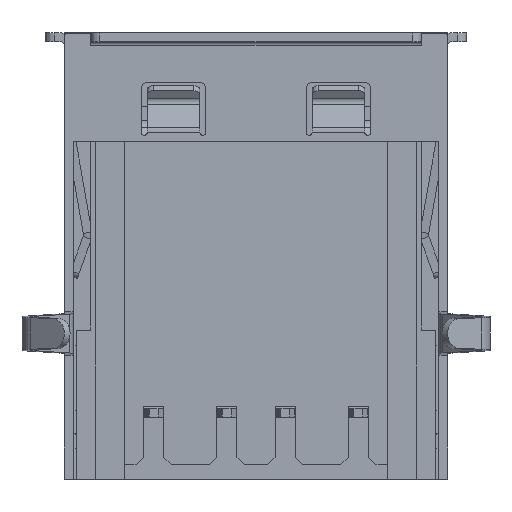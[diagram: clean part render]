
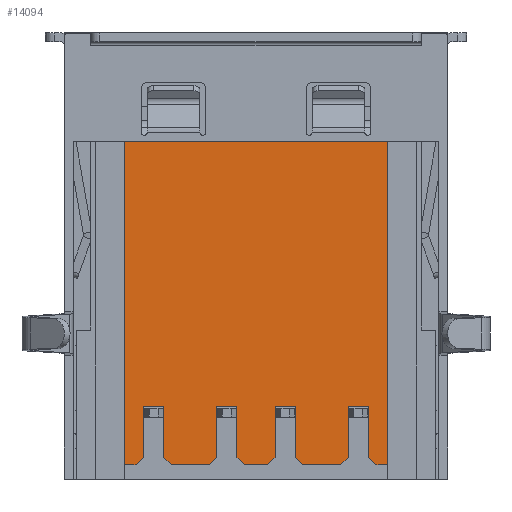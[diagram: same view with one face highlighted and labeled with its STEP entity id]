
A CAD part, front view. The second image highlights one B-rep face of the part: STEP entity #14094.
In plain terms, the highlighted planar face has unit normal (0, -1, 0).
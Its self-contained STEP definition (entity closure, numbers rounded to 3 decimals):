
#3290=DIRECTION('',(1.,0.,0.));
#3291=VECTOR('',#3290,9.);
#3292=CARTESIAN_POINT('',(-4.5,0.4,11.54));
#3293=LINE('',#3292,#3291);
#4474=DIRECTION('',(0.707,0.,-0.707));
#4475=VECTOR('',#4474,0.354);
#4476=CARTESIAN_POINT('',(3.85,0.4,0.75));
#4477=LINE('',#4476,#4475);
#4478=DIRECTION('',(0.,0.,1.));
#4479=VECTOR('',#4478,1.75);
#4480=CARTESIAN_POINT('',(3.85,0.4,0.75));
#4481=LINE('',#4480,#4479);
#4482=DIRECTION('',(-1.,0.,0.));
#4483=VECTOR('',#4482,0.7);
#4484=CARTESIAN_POINT('',(3.85,0.4,2.5));
#4485=LINE('',#4484,#4483);
#4486=DIRECTION('',(0.,0.,-1.));
#4487=VECTOR('',#4486,1.75);
#4488=CARTESIAN_POINT('',(3.15,0.4,2.5));
#4489=LINE('',#4488,#4487);
#4490=DIRECTION('',(0.707,0.,0.707));
#4491=VECTOR('',#4490,0.354);
#4492=CARTESIAN_POINT('',(2.9,0.4,0.5));
#4493=LINE('',#4492,#4491);
#4494=DIRECTION('',(-1.,0.,0.));
#4495=VECTOR('',#4494,1.3);
#4496=CARTESIAN_POINT('',(2.9,0.4,0.5));
#4497=LINE('',#4496,#4495);
#4498=DIRECTION('',(0.707,0.,-0.707));
#4499=VECTOR('',#4498,0.354);
#4500=CARTESIAN_POINT('',(1.35,0.4,0.75));
#4501=LINE('',#4500,#4499);
#4502=DIRECTION('',(0.,0.,1.));
#4503=VECTOR('',#4502,1.75);
#4504=CARTESIAN_POINT('',(1.35,0.4,0.75));
#4505=LINE('',#4504,#4503);
#4506=DIRECTION('',(-1.,0.,0.));
#4507=VECTOR('',#4506,0.7);
#4508=CARTESIAN_POINT('',(1.35,0.4,2.5));
#4509=LINE('',#4508,#4507);
#4510=DIRECTION('',(0.,0.,-1.));
#4511=VECTOR('',#4510,1.75);
#4512=CARTESIAN_POINT('',(0.65,0.4,2.5));
#4513=LINE('',#4512,#4511);
#4514=DIRECTION('',(0.707,0.,0.707));
#4515=VECTOR('',#4514,0.354);
#4516=CARTESIAN_POINT('',(0.4,0.4,0.5));
#4517=LINE('',#4516,#4515);
#4518=DIRECTION('',(-1.,0.,0.));
#4519=VECTOR('',#4518,0.8);
#4520=CARTESIAN_POINT('',(0.4,0.4,0.5));
#4521=LINE('',#4520,#4519);
#4522=DIRECTION('',(0.707,0.,-0.707));
#4523=VECTOR('',#4522,0.354);
#4524=CARTESIAN_POINT('',(-0.65,0.4,0.75));
#4525=LINE('',#4524,#4523);
#4526=DIRECTION('',(0.,0.,1.));
#4527=VECTOR('',#4526,1.75);
#4528=CARTESIAN_POINT('',(-0.65,0.4,0.75));
#4529=LINE('',#4528,#4527);
#4530=DIRECTION('',(-1.,0.,0.));
#4531=VECTOR('',#4530,0.7);
#4532=CARTESIAN_POINT('',(-0.65,0.4,2.5));
#4533=LINE('',#4532,#4531);
#4534=DIRECTION('',(0.,0.,-1.));
#4535=VECTOR('',#4534,1.75);
#4536=CARTESIAN_POINT('',(-1.35,0.4,2.5));
#4537=LINE('',#4536,#4535);
#4538=DIRECTION('',(0.707,0.,0.707));
#4539=VECTOR('',#4538,0.354);
#4540=CARTESIAN_POINT('',(-1.6,0.4,0.5));
#4541=LINE('',#4540,#4539);
#4542=DIRECTION('',(-1.,0.,0.));
#4543=VECTOR('',#4542,1.3);
#4544=CARTESIAN_POINT('',(-1.6,0.4,0.5));
#4545=LINE('',#4544,#4543);
#4546=DIRECTION('',(0.707,0.,-0.707));
#4547=VECTOR('',#4546,0.354);
#4548=CARTESIAN_POINT('',(-3.15,0.4,0.75));
#4549=LINE('',#4548,#4547);
#4550=DIRECTION('',(0.,0.,1.));
#4551=VECTOR('',#4550,1.75);
#4552=CARTESIAN_POINT('',(-3.15,0.4,0.75));
#4553=LINE('',#4552,#4551);
#4554=DIRECTION('',(-1.,0.,0.));
#4555=VECTOR('',#4554,0.7);
#4556=CARTESIAN_POINT('',(-3.15,0.4,2.5));
#4557=LINE('',#4556,#4555);
#4558=DIRECTION('',(0.,0.,-1.));
#4559=VECTOR('',#4558,1.75);
#4560=CARTESIAN_POINT('',(-3.85,0.4,2.5));
#4561=LINE('',#4560,#4559);
#4562=DIRECTION('',(0.707,0.,0.707));
#4563=VECTOR('',#4562,0.354);
#4564=CARTESIAN_POINT('',(-4.1,0.4,0.5));
#4565=LINE('',#4564,#4563);
#4566=DIRECTION('',(1.,0.,0.));
#4567=VECTOR('',#4566,0.4);
#4568=CARTESIAN_POINT('',(-4.5,0.4,0.5));
#4569=LINE('',#4568,#4567);
#4570=DIRECTION('',(0.,0.,1.));
#4571=VECTOR('',#4570,11.04);
#4572=CARTESIAN_POINT('',(-4.5,0.4,0.5));
#4573=LINE('',#4572,#4571);
#4574=DIRECTION('',(-1.,0.,0.));
#4575=VECTOR('',#4574,0.4);
#4576=CARTESIAN_POINT('',(4.5,0.4,0.5));
#4577=LINE('',#4576,#4575);
#4598=DIRECTION('',(0.,0.,1.));
#4599=VECTOR('',#4598,11.04);
#4600=CARTESIAN_POINT('',(4.5,0.4,0.5));
#4601=LINE('',#4600,#4599);
#6310=CARTESIAN_POINT('',(-4.5,0.4,11.54));
#6311=VERTEX_POINT('',#6310);
#6312=CARTESIAN_POINT('',(4.5,0.4,11.54));
#6313=VERTEX_POINT('',#6312);
#7352=CARTESIAN_POINT('',(1.35,0.4,2.5));
#7353=CARTESIAN_POINT('',(0.65,0.4,2.5));
#7354=VERTEX_POINT('',#7352);
#7355=VERTEX_POINT('',#7353);
#7356=CARTESIAN_POINT('',(-0.65,0.4,2.5));
#7357=CARTESIAN_POINT('',(-1.35,0.4,2.5));
#7358=VERTEX_POINT('',#7356);
#7359=VERTEX_POINT('',#7357);
#7360=CARTESIAN_POINT('',(-3.15,0.4,2.5));
#7361=CARTESIAN_POINT('',(-3.85,0.4,2.5));
#7362=VERTEX_POINT('',#7360);
#7363=VERTEX_POINT('',#7361);
#7364=CARTESIAN_POINT('',(3.85,0.4,2.5));
#7365=CARTESIAN_POINT('',(3.15,0.4,2.5));
#7366=VERTEX_POINT('',#7364);
#7367=VERTEX_POINT('',#7365);
#7368=CARTESIAN_POINT('',(-4.5,0.4,0.5));
#7369=VERTEX_POINT('',#7368);
#7370=CARTESIAN_POINT('',(4.5,0.4,0.5));
#7371=VERTEX_POINT('',#7370);
#7532=CARTESIAN_POINT('',(3.85,0.4,0.75));
#7533=CARTESIAN_POINT('',(4.1,0.4,0.5));
#7534=VERTEX_POINT('',#7532);
#7535=VERTEX_POINT('',#7533);
#7540=CARTESIAN_POINT('',(2.9,0.4,0.5));
#7541=CARTESIAN_POINT('',(3.15,0.4,0.75));
#7542=VERTEX_POINT('',#7540);
#7543=VERTEX_POINT('',#7541);
#7548=CARTESIAN_POINT('',(1.35,0.4,0.75));
#7549=CARTESIAN_POINT('',(1.6,0.4,0.5));
#7550=VERTEX_POINT('',#7548);
#7551=VERTEX_POINT('',#7549);
#7556=CARTESIAN_POINT('',(0.4,0.4,0.5));
#7557=CARTESIAN_POINT('',(0.65,0.4,0.75));
#7558=VERTEX_POINT('',#7556);
#7559=VERTEX_POINT('',#7557);
#7564=CARTESIAN_POINT('',(-0.65,0.4,0.75));
#7565=CARTESIAN_POINT('',(-0.4,0.4,0.5));
#7566=VERTEX_POINT('',#7564);
#7567=VERTEX_POINT('',#7565);
#7572=CARTESIAN_POINT('',(-1.6,0.4,0.5));
#7573=CARTESIAN_POINT('',(-1.35,0.4,0.75));
#7574=VERTEX_POINT('',#7572);
#7575=VERTEX_POINT('',#7573);
#7580=CARTESIAN_POINT('',(-3.15,0.4,0.75));
#7581=CARTESIAN_POINT('',(-2.9,0.4,0.5));
#7582=VERTEX_POINT('',#7580);
#7583=VERTEX_POINT('',#7581);
#7588=CARTESIAN_POINT('',(-4.1,0.4,0.5));
#7589=CARTESIAN_POINT('',(-3.85,0.4,0.75));
#7590=VERTEX_POINT('',#7588);
#7591=VERTEX_POINT('',#7589);
#14035=CARTESIAN_POINT('',(-4.5,0.4,0.));
#14036=DIRECTION('',(0.,-1.,0.));
#14037=DIRECTION('',(1.,0.,0.));
#14038=AXIS2_PLACEMENT_3D('',#14035,#14036,#14037);
#14039=PLANE('',#14038);
#14041=ORIENTED_EDGE('',*,*,#14040,.F.);
#14043=ORIENTED_EDGE('',*,*,#14042,.T.);
#14045=ORIENTED_EDGE('',*,*,#14044,.T.);
#14046=ORIENTED_EDGE('',*,*,#14014,.T.);
#14047=ORIENTED_EDGE('',*,*,#14026,.F.);
#14049=ORIENTED_EDGE('',*,*,#14048,.T.);
#14051=ORIENTED_EDGE('',*,*,#14050,.F.);
#14053=ORIENTED_EDGE('',*,*,#14052,.T.);
#14055=ORIENTED_EDGE('',*,*,#14054,.T.);
#14057=ORIENTED_EDGE('',*,*,#14056,.T.);
#14059=ORIENTED_EDGE('',*,*,#14058,.F.);
#14061=ORIENTED_EDGE('',*,*,#14060,.T.);
#14063=ORIENTED_EDGE('',*,*,#14062,.F.);
#14065=ORIENTED_EDGE('',*,*,#14064,.T.);
#14067=ORIENTED_EDGE('',*,*,#14066,.T.);
#14069=ORIENTED_EDGE('',*,*,#14068,.T.);
#14071=ORIENTED_EDGE('',*,*,#14070,.F.);
#14073=ORIENTED_EDGE('',*,*,#14072,.T.);
#14075=ORIENTED_EDGE('',*,*,#14074,.F.);
#14077=ORIENTED_EDGE('',*,*,#14076,.T.);
#14079=ORIENTED_EDGE('',*,*,#14078,.T.);
#14081=ORIENTED_EDGE('',*,*,#14080,.T.);
#14083=ORIENTED_EDGE('',*,*,#14082,.F.);
#14085=ORIENTED_EDGE('',*,*,#14084,.F.);
#14086=ORIENTED_EDGE('',*,*,#12877,.T.);
#14087=ORIENTED_EDGE('',*,*,#12597,.T.);
#14089=ORIENTED_EDGE('',*,*,#14088,.F.);
#14091=ORIENTED_EDGE('',*,*,#14090,.T.);
#14092=EDGE_LOOP('',(#14041,#14043,#14045,#14046,#14047,#14049,#14051,#14053,
#14055,#14057,#14059,#14061,#14063,#14065,#14067,#14069,#14071,#14073,#14075,
#14077,#14079,#14081,#14083,#14085,#14086,#14087,#14089,#14091));
#14093=FACE_OUTER_BOUND('',#14092,.F.);
#14094=ADVANCED_FACE('',(#14093),#14039,.T.);
#12597=EDGE_CURVE('',#6311,#6313,#3293,.T.);
#12877=EDGE_CURVE('',#7369,#6311,#4573,.T.);
#14014=EDGE_CURVE('',#7367,#7543,#4489,.T.);
#14026=EDGE_CURVE('',#7542,#7543,#4493,.T.);
#14040=EDGE_CURVE('',#7534,#7535,#4477,.T.);
#14042=EDGE_CURVE('',#7534,#7366,#4481,.T.);
#14044=EDGE_CURVE('',#7366,#7367,#4485,.T.);
#14048=EDGE_CURVE('',#7542,#7551,#4497,.T.);
#14050=EDGE_CURVE('',#7550,#7551,#4501,.T.);
#14052=EDGE_CURVE('',#7550,#7354,#4505,.T.);
#14054=EDGE_CURVE('',#7354,#7355,#4509,.T.);
#14056=EDGE_CURVE('',#7355,#7559,#4513,.T.);
#14058=EDGE_CURVE('',#7558,#7559,#4517,.T.);
#14060=EDGE_CURVE('',#7558,#7567,#4521,.T.);
#14062=EDGE_CURVE('',#7566,#7567,#4525,.T.);
#14064=EDGE_CURVE('',#7566,#7358,#4529,.T.);
#14066=EDGE_CURVE('',#7358,#7359,#4533,.T.);
#14068=EDGE_CURVE('',#7359,#7575,#4537,.T.);
#14070=EDGE_CURVE('',#7574,#7575,#4541,.T.);
#14072=EDGE_CURVE('',#7574,#7583,#4545,.T.);
#14074=EDGE_CURVE('',#7582,#7583,#4549,.T.);
#14076=EDGE_CURVE('',#7582,#7362,#4553,.T.);
#14078=EDGE_CURVE('',#7362,#7363,#4557,.T.);
#14080=EDGE_CURVE('',#7363,#7591,#4561,.T.);
#14082=EDGE_CURVE('',#7590,#7591,#4565,.T.);
#14084=EDGE_CURVE('',#7369,#7590,#4569,.T.);
#14088=EDGE_CURVE('',#7371,#6313,#4601,.T.);
#14090=EDGE_CURVE('',#7371,#7535,#4577,.T.);
